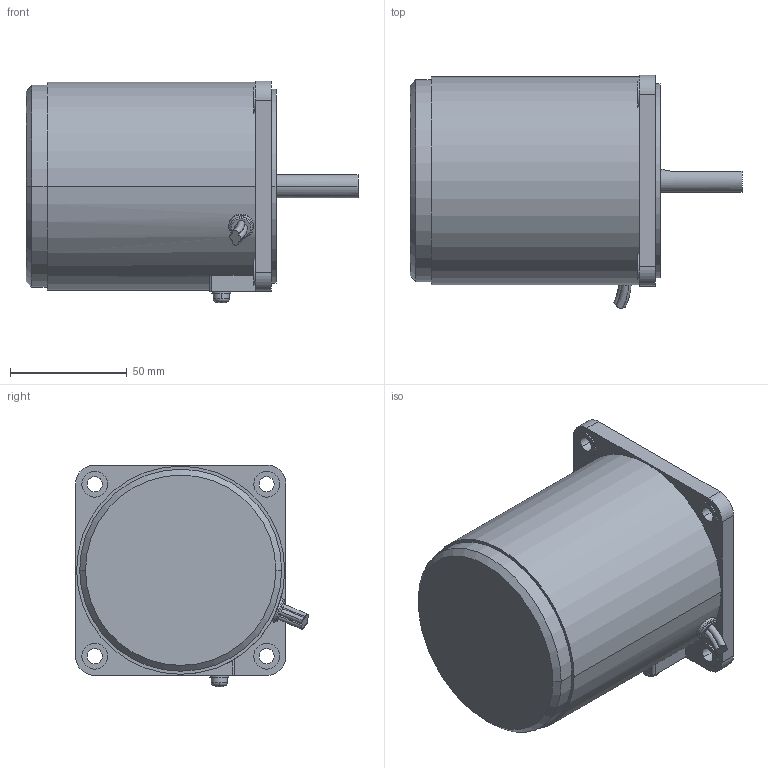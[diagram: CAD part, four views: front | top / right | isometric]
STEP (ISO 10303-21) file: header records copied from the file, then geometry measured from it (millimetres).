
FILE_DESCRIPTION( ( '' ), '1' );
FILE_NAME( '5IK40A.stp', '2008-07-10T10:51:36', ( '' ), ( '' ), ' ', ' ', ' ' );
FILE_SCHEMA( ( 'CONFIG_CONTROL_DESIGN' ) );
Length unit declared in the file: millimetre
Products named in the file (1): 1
Bounding box: 142 x 99.69 x 94.92 mm (x, y, z)
Volume: 673402.1 mm3; surface area: 48326.6 mm2
Topology: 1 solids, 1 shells, 129 faces, 338 edges, 225 vertices
Faces by surface type: cylinder 63, plane 46, torus 18, cone 2
Entity records: 4258 total; most frequent: CARTESIAN_POINT 861, DIRECTION 762, ORIENTED_EDGE 676, EDGE_CURVE 338, AXIS2_PLACEMENT_3D 312, VERTEX_POINT 225, CIRCLE 180, EDGE_LOOP 151
